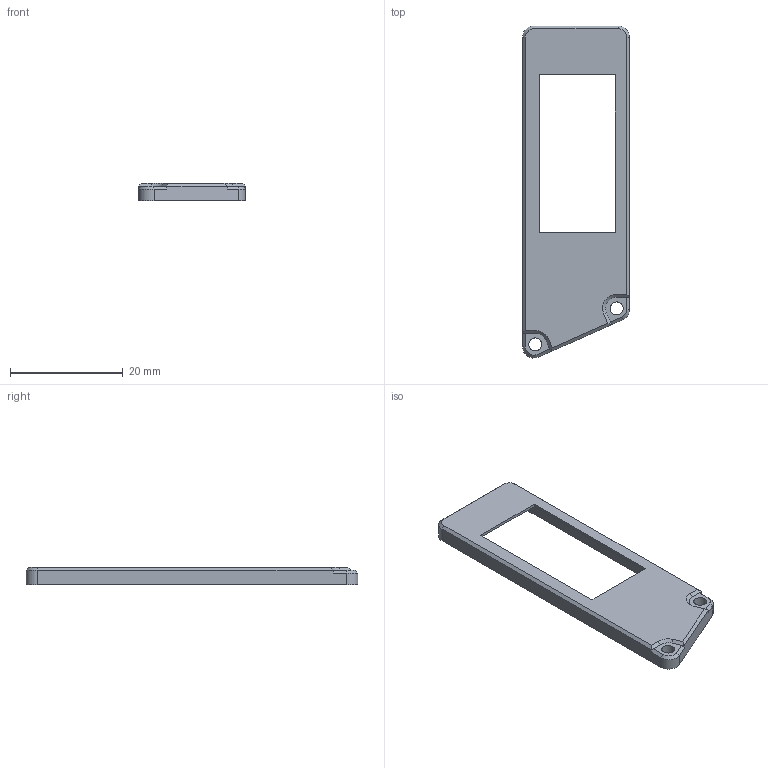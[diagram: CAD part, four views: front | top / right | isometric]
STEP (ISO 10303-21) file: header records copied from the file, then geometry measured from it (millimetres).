
FILE_DESCRIPTION(/* description */ (''),/* implementation_level */ '2;1');
FILE_NAME(/* name */ 'Nice!View Cover Right',/* time_stamp */ '2025-02-19T18:15:04+13:00',/* author */ (''),/* organization */ (''),/* preprocessor_version */ 'ST-DEVELOPER v16.5',/* originating_system */ 'Rhino 7.37',/* authorisation */ '');
FILE_SCHEMA (('AUTOMOTIVE_DESIGN_CC2'));
Length unit declared in the file: millimetre
Products named in the file (1): Document
Bounding box: 18.97 x 58.95 x 3.05 mm (x, y, z)
Volume: 1482.1 mm3; surface area: 2090.1 mm2
Topology: 1 solids, 1 shells, 47 faces, 116 edges, 72 vertices
Faces by surface type: plane 33, cylinder 8, bspline 6
Full cylindrical faces by diameter (mm): 2.3 x2
Entity records: 1300 total; most frequent: CARTESIAN_POINT 492, ORIENTED_EDGE 232, EDGE_CURVE 116, B_SPLINE_CURVE_WITH_KNOTS 85, VERTEX_POINT 72, EDGE_LOOP 54, ADVANCED_FACE 47, FACE_OUTER_BOUND 47
